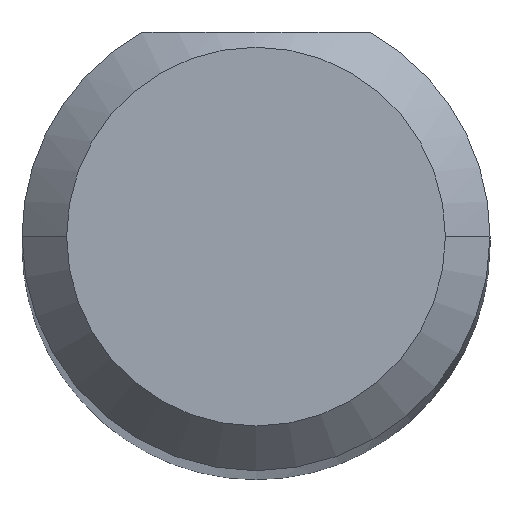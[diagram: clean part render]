
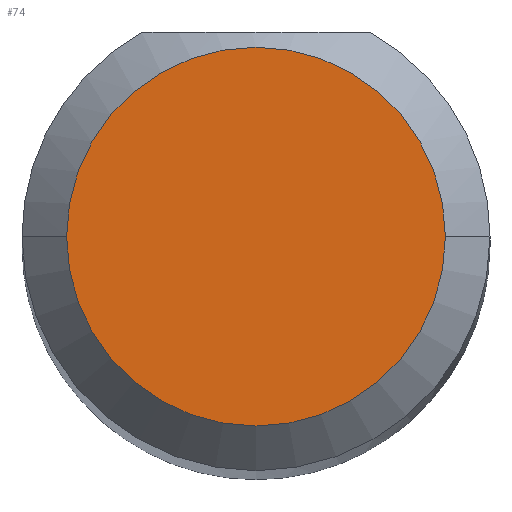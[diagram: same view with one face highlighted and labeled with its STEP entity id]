
A CAD part, top view. The second image highlights one B-rep face of the part: STEP entity #74.
In plain terms, the highlighted planar face has unit normal (0, 0, 1).
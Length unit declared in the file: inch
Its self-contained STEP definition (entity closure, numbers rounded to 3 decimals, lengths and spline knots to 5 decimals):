
#45 = CARTESIAN_POINT ( 'NONE',  ( -0.06374, 0., 1.9685 ) ) ;
#56 = CIRCLE ( 'NONE', #420, 0.06374 ) ;
#63 = EDGE_CURVE ( 'NONE', #480, #495, #229, .T. ) ;
#65 = AXIS2_PLACEMENT_3D ( 'NONE', #125, #289, #378 ) ;
#74 = ADVANCED_FACE ( 'NONE', ( #214 ), #450, .T. ) ;
#90 = CARTESIAN_POINT ( 'NONE',  ( 0., 0., 1.9685 ) ) ;
#125 = CARTESIAN_POINT ( 'NONE',  ( 0., 0., 1.9685 ) ) ;
#214 = FACE_OUTER_BOUND ( 'NONE', #230, .T. ) ;
#225 = ORIENTED_EDGE ( 'NONE', *, *, #502, .T. ) ;
#228 = AXIS2_PLACEMENT_3D ( 'NONE', #369, #380, #328 ) ;
#229 = CIRCLE ( 'NONE', #228, 0.06374 ) ;
#230 = EDGE_LOOP ( 'NONE', ( #349, #225 ) ) ;
#253 = DIRECTION ( 'NONE',  ( 0., 0., 1. ) ) ;
#289 = DIRECTION ( 'NONE',  ( 0., 0., 1. ) ) ;
#328 = DIRECTION ( 'NONE',  ( 1., 0., 0. ) ) ;
#349 = ORIENTED_EDGE ( 'NONE', *, *, #63, .T. ) ;
#369 = CARTESIAN_POINT ( 'NONE',  ( 0., 0., 1.9685 ) ) ;
#378 = DIRECTION ( 'NONE',  ( 1., 0., 0. ) ) ;
#380 = DIRECTION ( 'NONE',  ( 0., 0., 1. ) ) ;
#418 = DIRECTION ( 'NONE',  ( 1., 0., 0. ) ) ;
#420 = AXIS2_PLACEMENT_3D ( 'NONE', #90, #253, #418 ) ;
#450 = PLANE ( 'NONE',  #65 ) ;
#480 = VERTEX_POINT ( 'NONE', #45 ) ;
#493 = CARTESIAN_POINT ( 'NONE',  ( 0.06374, 0., 1.9685 ) ) ;
#495 = VERTEX_POINT ( 'NONE', #493 ) ;
#502 = EDGE_CURVE ( 'NONE', #495, #480, #56, .T. ) ;
